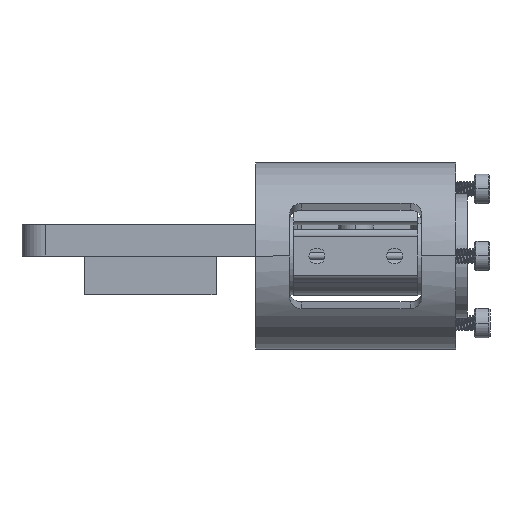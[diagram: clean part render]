
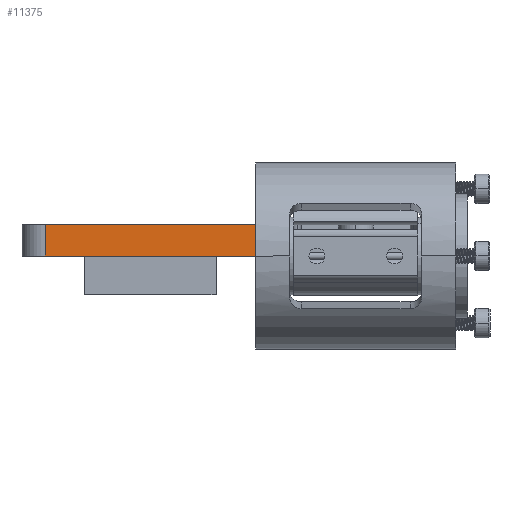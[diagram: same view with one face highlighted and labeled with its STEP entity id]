
A CAD part, left-side view. The second image highlights one B-rep face of the part: STEP entity #11375.
In plain terms, the highlighted planar face has unit normal (-1, 0, 0).
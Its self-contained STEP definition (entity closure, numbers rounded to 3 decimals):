
#11311 = EDGE_CURVE ( 'NONE', #11312, #11327, #13656, .T. ) ;
#11312 = VERTEX_POINT ( 'NONE', #13652 ) ;
#11322 = EDGE_CURVE ( 'NONE', #11334, #11335, #13729, .T. ) ;
#11327 = VERTEX_POINT ( 'NONE', #13703 ) ;
#11334 = VERTEX_POINT ( 'NONE', #13783 ) ;
#11335 = VERTEX_POINT ( 'NONE', #13782 ) ;
#11375 = ADVANCED_FACE ( 'NONE', ( #13859 ), #13900, .F. ) ;
#11376 = EDGE_LOOP ( 'NONE', ( #11460, #11462, #11463, #11465 ) ) ;
#11460 = ORIENTED_EDGE ( 'NONE', *, *, #11461, .F. ) ;
#11461 = EDGE_CURVE ( 'NONE', #11312, #11335, #14124, .T. ) ;
#11462 = ORIENTED_EDGE ( 'NONE', *, *, #11311, .T. ) ;
#11463 = ORIENTED_EDGE ( 'NONE', *, *, #11464, .T. ) ;
#11464 = EDGE_CURVE ( 'NONE', #11327, #11334, #14120, .T. ) ;
#11465 = ORIENTED_EDGE ( 'NONE', *, *, #11322, .T. ) ;
#13652 = CARTESIAN_POINT ( 'NONE',  ( 36., 40., 4. ) ) ;
#13653 = DIRECTION ( 'NONE',  ( 0., 0., -1. ) ) ;
#13654 = VECTOR ( 'NONE', #13653, 1000. ) ;
#13655 = CARTESIAN_POINT ( 'NONE',  ( 36., 40., 0. ) ) ;
#13656 = LINE ( 'NONE', #13655, #13654 ) ;
#13703 = CARTESIAN_POINT ( 'NONE',  ( 36., 40., 0. ) ) ;
#13726 = DIRECTION ( 'NONE',  ( 0., 0., 1. ) ) ;
#13727 = VECTOR ( 'NONE', #13726, 1000. ) ;
#13728 = CARTESIAN_POINT ( 'NONE',  ( 36., 11., 4. ) ) ;
#13729 = LINE ( 'NONE', #13728, #13727 ) ;
#13782 = CARTESIAN_POINT ( 'NONE',  ( 36., 11., 4. ) ) ;
#13783 = CARTESIAN_POINT ( 'NONE',  ( 36., 11., 0. ) ) ;
#13859 = FACE_OUTER_BOUND ( 'NONE', #11376, .T. ) ;
#13895 = DIRECTION ( 'NONE',  ( 0., 0., -1. ) ) ;
#13896 = DIRECTION ( 'NONE',  ( 1., 0., 0. ) ) ;
#13897 = CARTESIAN_POINT ( 'NONE',  ( 36., 43., 4. ) ) ;
#13898 = AXIS2_PLACEMENT_3D ( 'NONE', #13897, #13896, #13895 ) ;
#13900 = PLANE ( 'NONE',  #13898 ) ;
#14116 = DIRECTION ( 'NONE',  ( 0., -1., 0. ) ) ;
#14117 = VECTOR ( 'NONE', #14116, 1000. ) ;
#14118 = CARTESIAN_POINT ( 'NONE',  ( 36., 43., 0. ) ) ;
#14120 = LINE ( 'NONE', #14118, #14117 ) ;
#14121 = DIRECTION ( 'NONE',  ( 0., -1., 0. ) ) ;
#14122 = VECTOR ( 'NONE', #14121, 1000. ) ;
#14123 = CARTESIAN_POINT ( 'NONE',  ( 36., 43., 4. ) ) ;
#14124 = LINE ( 'NONE', #14123, #14122 ) ;
